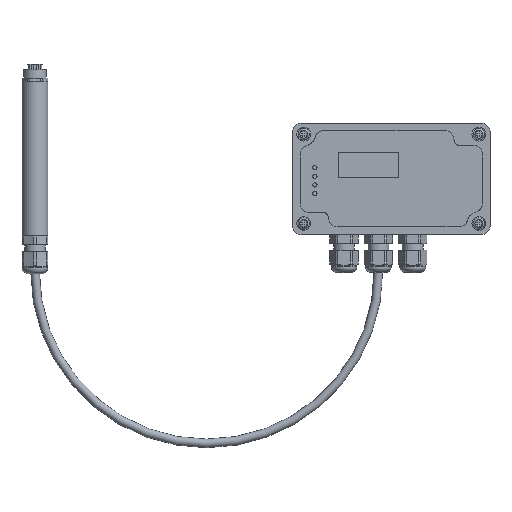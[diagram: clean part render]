
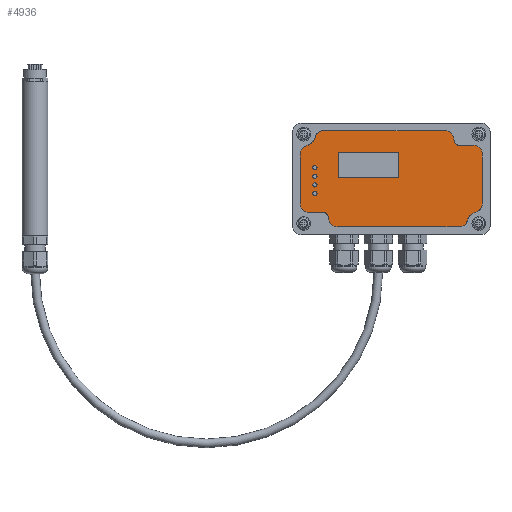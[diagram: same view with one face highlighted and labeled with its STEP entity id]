
A CAD part, top view. The second image highlights one B-rep face of the part: STEP entity #4936.
In plain terms, the highlighted planar face has unit normal (0, 0, 1).
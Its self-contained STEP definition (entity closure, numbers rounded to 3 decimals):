
#188=FACE_BOUND('',#1225,.T.);
#189=FACE_BOUND('',#1226,.T.);
#190=FACE_BOUND('',#1227,.T.);
#191=FACE_BOUND('',#1228,.T.);
#192=FACE_BOUND('',#1229,.T.);
#560=CIRCLE('',#5495,7.245);
#562=CIRCLE('',#5498,5.);
#565=CIRCLE('',#5502,5.);
#566=CIRCLE('',#5504,3.449);
#568=CIRCLE('',#5507,3.525);
#570=CIRCLE('',#5510,6.948);
#572=CIRCLE('',#5513,5.);
#575=CIRCLE('',#5517,5.);
#576=CIRCLE('',#5519,5.);
#578=CIRCLE('',#5522,5.);
#580=CIRCLE('',#5525,5.);
#582=CIRCLE('',#5528,5.);
#584=CIRCLE('',#5539,1.25);
#586=CIRCLE('',#5542,1.25);
#588=CIRCLE('',#5545,1.25);
#590=CIRCLE('',#5548,1.25);
#879=FACE_OUTER_BOUND('',#1224,.T.);
#1224=EDGE_LOOP('',(#4461,#4462,#4463,#4464,#4465,#4466,#4467,#4468,#4469,
#4470,#4471,#4472,#4473,#4474,#4475,#4476,#4477,#4478,#4479,#4480));
#1225=EDGE_LOOP('',(#4481));
#1226=EDGE_LOOP('',(#4482));
#1227=EDGE_LOOP('',(#4483));
#1228=EDGE_LOOP('',(#4484));
#1229=EDGE_LOOP('',(#4485,#4486,#4487,#4488));
#1591=LINE('',#8510,#1977);
#1592=LINE('',#8512,#1978);
#1594=LINE('',#8515,#1980);
#1596=LINE('',#8518,#1982);
#1599=LINE('',#8522,#1985);
#1600=LINE('',#8524,#1986);
#1602=LINE('',#8527,#1988);
#1604=LINE('',#8530,#1990);
#1612=LINE('',#8563,#1998);
#1615=LINE('',#8569,#2001);
#1618=LINE('',#8575,#2004);
#1621=LINE('',#8579,#2007);
#1977=VECTOR('',#6999,10.);
#1978=VECTOR('',#7002,10.);
#1980=VECTOR('',#7006,10.);
#1982=VECTOR('',#7010,10.);
#1985=VECTOR('',#7015,10.);
#1986=VECTOR('',#7018,10.);
#1988=VECTOR('',#7022,10.);
#1990=VECTOR('',#7026,10.);
#1998=VECTOR('',#7060,10.);
#2001=VECTOR('',#7065,10.);
#2004=VECTOR('',#7070,10.);
#2007=VECTOR('',#7075,10.);
#2403=VERTEX_POINT('',#8413);
#2404=VERTEX_POINT('',#8414);
#2407=VERTEX_POINT('',#8422);
#2410=VERTEX_POINT('',#8430);
#2411=VERTEX_POINT('',#8434);
#2412=VERTEX_POINT('',#8435);
#2415=VERTEX_POINT('',#8443);
#2416=VERTEX_POINT('',#8444);
#2419=VERTEX_POINT('',#8452);
#2420=VERTEX_POINT('',#8453);
#2423=VERTEX_POINT('',#8461);
#2426=VERTEX_POINT('',#8469);
#2427=VERTEX_POINT('',#8473);
#2428=VERTEX_POINT('',#8474);
#2431=VERTEX_POINT('',#8482);
#2432=VERTEX_POINT('',#8483);
#2435=VERTEX_POINT('',#8491);
#2436=VERTEX_POINT('',#8492);
#2439=VERTEX_POINT('',#8500);
#2440=VERTEX_POINT('',#8501);
#2443=VERTEX_POINT('',#8533);
#2445=VERTEX_POINT('',#8539);
#2447=VERTEX_POINT('',#8545);
#2449=VERTEX_POINT('',#8551);
#2453=VERTEX_POINT('',#8560);
#2454=VERTEX_POINT('',#8562);
#2456=VERTEX_POINT('',#8568);
#2458=VERTEX_POINT('',#8574);
#3061=EDGE_CURVE('',#2403,#2404,#560,.T.);
#3065=EDGE_CURVE('',#2407,#2404,#562,.T.);
#3070=EDGE_CURVE('',#2403,#2410,#565,.T.);
#3071=EDGE_CURVE('',#2411,#2412,#566,.T.);
#3075=EDGE_CURVE('',#2415,#2416,#568,.T.);
#3079=EDGE_CURVE('',#2419,#2420,#570,.T.);
#3083=EDGE_CURVE('',#2423,#2420,#572,.T.);
#3088=EDGE_CURVE('',#2419,#2426,#575,.T.);
#3089=EDGE_CURVE('',#2427,#2428,#576,.T.);
#3093=EDGE_CURVE('',#2431,#2432,#578,.T.);
#3097=EDGE_CURVE('',#2435,#2436,#580,.T.);
#3101=EDGE_CURVE('',#2439,#2440,#582,.T.);
#3106=EDGE_CURVE('',#2435,#2411,#1591,.T.);
#3107=EDGE_CURVE('',#2412,#2440,#1592,.T.);
#3109=EDGE_CURVE('',#2439,#2426,#1594,.T.);
#3111=EDGE_CURVE('',#2423,#2428,#1596,.T.);
#3114=EDGE_CURVE('',#2427,#2415,#1599,.T.);
#3115=EDGE_CURVE('',#2416,#2432,#1600,.T.);
#3117=EDGE_CURVE('',#2431,#2410,#1602,.T.);
#3119=EDGE_CURVE('',#2407,#2436,#1604,.T.);
#3121=EDGE_CURVE('',#2443,#2443,#584,.T.);
#3124=EDGE_CURVE('',#2445,#2445,#586,.T.);
#3127=EDGE_CURVE('',#2447,#2447,#588,.T.);
#3130=EDGE_CURVE('',#2449,#2449,#590,.T.);
#3135=EDGE_CURVE('',#2454,#2453,#1612,.T.);
#3138=EDGE_CURVE('',#2456,#2454,#1615,.T.);
#3141=EDGE_CURVE('',#2458,#2456,#1618,.T.);
#3144=EDGE_CURVE('',#2453,#2458,#1621,.T.);
#4461=ORIENTED_EDGE('',*,*,#3070,.T.);
#4462=ORIENTED_EDGE('',*,*,#3117,.F.);
#4463=ORIENTED_EDGE('',*,*,#3093,.T.);
#4464=ORIENTED_EDGE('',*,*,#3115,.F.);
#4465=ORIENTED_EDGE('',*,*,#3075,.F.);
#4466=ORIENTED_EDGE('',*,*,#3114,.F.);
#4467=ORIENTED_EDGE('',*,*,#3089,.T.);
#4468=ORIENTED_EDGE('',*,*,#3111,.F.);
#4469=ORIENTED_EDGE('',*,*,#3083,.T.);
#4470=ORIENTED_EDGE('',*,*,#3079,.F.);
#4471=ORIENTED_EDGE('',*,*,#3088,.T.);
#4472=ORIENTED_EDGE('',*,*,#3109,.F.);
#4473=ORIENTED_EDGE('',*,*,#3101,.T.);
#4474=ORIENTED_EDGE('',*,*,#3107,.F.);
#4475=ORIENTED_EDGE('',*,*,#3071,.F.);
#4476=ORIENTED_EDGE('',*,*,#3106,.F.);
#4477=ORIENTED_EDGE('',*,*,#3097,.T.);
#4478=ORIENTED_EDGE('',*,*,#3119,.F.);
#4479=ORIENTED_EDGE('',*,*,#3065,.T.);
#4480=ORIENTED_EDGE('',*,*,#3061,.F.);
#4481=ORIENTED_EDGE('',*,*,#3121,.T.);
#4482=ORIENTED_EDGE('',*,*,#3124,.T.);
#4483=ORIENTED_EDGE('',*,*,#3127,.T.);
#4484=ORIENTED_EDGE('',*,*,#3130,.T.);
#4485=ORIENTED_EDGE('',*,*,#3141,.T.);
#4486=ORIENTED_EDGE('',*,*,#3138,.T.);
#4487=ORIENTED_EDGE('',*,*,#3135,.T.);
#4488=ORIENTED_EDGE('',*,*,#3144,.T.);
#4654=PLANE('',#5554);
#4936=ADVANCED_FACE('',(#879,#188,#189,#190,#191,#192),#4654,.T.);
#5495=AXIS2_PLACEMENT_3D('',#8415,#6906,#6907);
#5498=AXIS2_PLACEMENT_3D('',#8423,#6914,#6915);
#5502=AXIS2_PLACEMENT_3D('',#8432,#6924,#6925);
#5504=AXIS2_PLACEMENT_3D('',#8436,#6928,#6929);
#5507=AXIS2_PLACEMENT_3D('',#8445,#6936,#6937);
#5510=AXIS2_PLACEMENT_3D('',#8454,#6944,#6945);
#5513=AXIS2_PLACEMENT_3D('',#8462,#6952,#6953);
#5517=AXIS2_PLACEMENT_3D('',#8471,#6962,#6963);
#5519=AXIS2_PLACEMENT_3D('',#8475,#6966,#6967);
#5522=AXIS2_PLACEMENT_3D('',#8484,#6974,#6975);
#5525=AXIS2_PLACEMENT_3D('',#8493,#6982,#6983);
#5528=AXIS2_PLACEMENT_3D('',#8502,#6990,#6991);
#5539=AXIS2_PLACEMENT_3D('',#8534,#7030,#7031);
#5542=AXIS2_PLACEMENT_3D('',#8540,#7037,#7038);
#5545=AXIS2_PLACEMENT_3D('',#8546,#7044,#7045);
#5548=AXIS2_PLACEMENT_3D('',#8552,#7051,#7052);
#5554=AXIS2_PLACEMENT_3D('',#8580,#7076,#7077);
#6906=DIRECTION('center_axis',(0.,0.,1.));
#6907=DIRECTION('ref_axis',(-0.268,0.963,0.));
#6914=DIRECTION('center_axis',(0.,0.,1.));
#6915=DIRECTION('ref_axis',(0.,-1.,0.));
#6924=DIRECTION('center_axis',(0.,0.,1.));
#6925=DIRECTION('ref_axis',(0.,-1.,0.));
#6928=DIRECTION('center_axis',(0.,0.,1.));
#6929=DIRECTION('ref_axis',(1.,0.011,0.));
#6936=DIRECTION('center_axis',(0.,0.,1.));
#6937=DIRECTION('ref_axis',(-0.999,0.032,0.));
#6944=DIRECTION('center_axis',(0.,0.,1.));
#6945=DIRECTION('ref_axis',(0.231,-0.973,0.));
#6952=DIRECTION('center_axis',(0.,0.,1.));
#6953=DIRECTION('ref_axis',(0.,1.,0.));
#6962=DIRECTION('center_axis',(0.,0.,1.));
#6963=DIRECTION('ref_axis',(0.,1.,0.));
#6966=DIRECTION('center_axis',(0.,0.,1.));
#6967=DIRECTION('ref_axis',(1.,0.,0.));
#6974=DIRECTION('center_axis',(0.,0.,1.));
#6975=DIRECTION('ref_axis',(1.,0.,0.));
#6982=DIRECTION('center_axis',(0.,0.,1.));
#6983=DIRECTION('ref_axis',(-1.,0.,0.));
#6990=DIRECTION('center_axis',(0.,0.,1.));
#6991=DIRECTION('ref_axis',(-1.,0.,0.));
#6999=DIRECTION('',(0.,1.,0.));
#7002=DIRECTION('',(-1.,0.,0.));
#7006=DIRECTION('',(0.,1.,0.));
#7010=DIRECTION('',(1.,0.,0.));
#7015=DIRECTION('',(0.,-1.,0.));
#7018=DIRECTION('',(1.,0.,0.));
#7022=DIRECTION('',(0.,-1.,0.));
#7026=DIRECTION('',(-1.,0.,0.));
#7030=DIRECTION('center_axis',(0.,0.,-1.));
#7031=DIRECTION('ref_axis',(-1.,0.,0.));
#7037=DIRECTION('center_axis',(0.,0.,-1.));
#7038=DIRECTION('ref_axis',(-1.,0.,0.));
#7044=DIRECTION('center_axis',(0.,0.,-1.));
#7045=DIRECTION('ref_axis',(-1.,0.,0.));
#7051=DIRECTION('center_axis',(0.,0.,-1.));
#7052=DIRECTION('ref_axis',(-1.,0.,0.));
#7060=DIRECTION('',(0.,1.,0.));
#7065=DIRECTION('',(-1.,0.,0.));
#7070=DIRECTION('',(0.,-1.,0.));
#7075=DIRECTION('',(1.,0.,0.));
#7076=DIRECTION('center_axis',(0.,0.,1.));
#7077=DIRECTION('ref_axis',(-1.,0.,0.));
#8413=CARTESIAN_POINT('',(106.841,13.183,40.));
#8414=CARTESIAN_POINT('',(101.873,8.382,40.));
#8415=CARTESIAN_POINT('Origin',(108.783,6.203,40.));
#8422=CARTESIAN_POINT('',(97.,4.5,40.));
#8423=CARTESIAN_POINT('Origin',(97.,9.5,40.));
#8430=CARTESIAN_POINT('',(110.5,18.,40.));
#8432=CARTESIAN_POINT('Origin',(105.5,18.,40.));
#8434=CARTESIAN_POINT('',(21.,9.6,40.));
#8435=CARTESIAN_POINT('',(17.817,13.,40.));
#8436=CARTESIAN_POINT('Origin',(17.551,9.561,40.));
#8443=CARTESIAN_POINT('',(94.,55.341,40.));
#8444=CARTESIAN_POINT('',(96.934,52.,40.));
#8445=CARTESIAN_POINT('Origin',(97.522,55.475,40.));
#8452=CARTESIAN_POINT('',(8.391,51.876,40.));
#8453=CARTESIAN_POINT('',(13.097,56.478,40.));
#8454=CARTESIAN_POINT('Origin',(6.465,58.551,40.));
#8461=CARTESIAN_POINT('',(18.,60.5,40.));
#8462=CARTESIAN_POINT('Origin',(18.,55.5,40.));
#8469=CARTESIAN_POINT('',(4.5,47.,40.));
#8471=CARTESIAN_POINT('Origin',(9.5,47.,40.));
#8473=CARTESIAN_POINT('',(94.,55.5,40.));
#8474=CARTESIAN_POINT('',(89.,60.5,40.));
#8475=CARTESIAN_POINT('Origin',(89.,55.5,40.));
#8482=CARTESIAN_POINT('',(110.5,47.,40.));
#8483=CARTESIAN_POINT('',(105.5,52.,40.));
#8484=CARTESIAN_POINT('Origin',(105.5,47.,40.));
#8491=CARTESIAN_POINT('',(21.,9.5,40.));
#8492=CARTESIAN_POINT('',(26.,4.5,40.));
#8493=CARTESIAN_POINT('Origin',(26.,9.5,40.));
#8500=CARTESIAN_POINT('',(4.5,18.,40.));
#8501=CARTESIAN_POINT('',(9.5,13.,40.));
#8502=CARTESIAN_POINT('Origin',(9.5,18.,40.));
#8510=CARTESIAN_POINT('',(21.,9.5,40.));
#8512=CARTESIAN_POINT('',(19.,13.,40.));
#8515=CARTESIAN_POINT('',(4.5,18.,40.));
#8518=CARTESIAN_POINT('',(18.,60.5,40.));
#8522=CARTESIAN_POINT('',(94.,55.5,40.));
#8524=CARTESIAN_POINT('',(96.,52.,40.));
#8527=CARTESIAN_POINT('',(110.5,47.,40.));
#8530=CARTESIAN_POINT('',(97.,4.5,40.));
#8533=CARTESIAN_POINT('',(14.25,29.,40.));
#8534=CARTESIAN_POINT('Origin',(13.,29.,40.));
#8539=CARTESIAN_POINT('',(14.25,34.,40.));
#8540=CARTESIAN_POINT('Origin',(13.,34.,40.));
#8545=CARTESIAN_POINT('',(14.25,24.,40.));
#8546=CARTESIAN_POINT('Origin',(13.,24.,40.));
#8551=CARTESIAN_POINT('',(14.25,39.,40.));
#8552=CARTESIAN_POINT('Origin',(13.,39.,40.));
#8560=CARTESIAN_POINT('',(26.5,48.121,40.));
#8562=CARTESIAN_POINT('',(26.5,33.121,40.));
#8563=CARTESIAN_POINT('',(26.5,32.81,40.));
#8568=CARTESIAN_POINT('',(61.5,33.121,40.));
#8569=CARTESIAN_POINT('',(59.5,33.121,40.));
#8574=CARTESIAN_POINT('',(61.5,48.121,40.));
#8575=CARTESIAN_POINT('',(61.5,40.31,40.));
#8579=CARTESIAN_POINT('',(42.,48.121,40.));
#8580=CARTESIAN_POINT('Origin',(57.5,32.5,40.));
